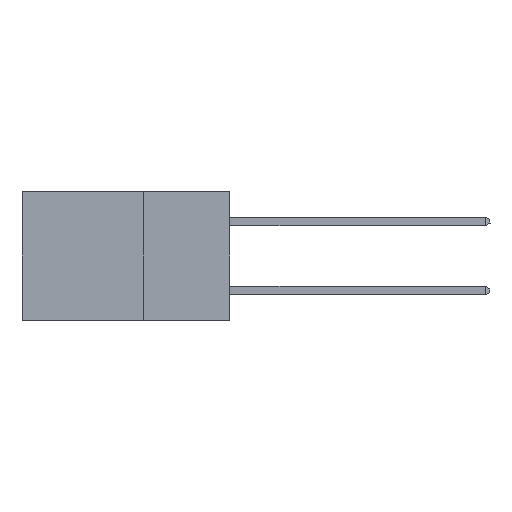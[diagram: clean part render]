
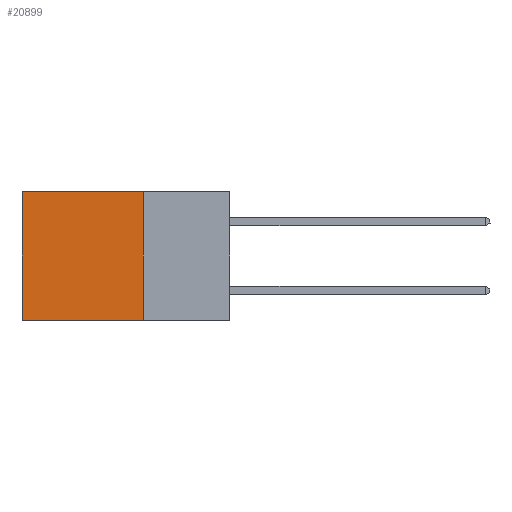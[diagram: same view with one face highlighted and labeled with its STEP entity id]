
A CAD part, left-side view. The second image highlights one B-rep face of the part: STEP entity #20899.
In plain terms, the highlighted planar face has unit normal (-1, 0, 0).
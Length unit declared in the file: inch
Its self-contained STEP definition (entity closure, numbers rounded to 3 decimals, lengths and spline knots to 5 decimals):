
#104 = VECTOR ( 'NONE', #11656, 39.37008 ) ;
#2416 = LINE ( 'NONE', #3365, #23635 ) ;
#3365 = CARTESIAN_POINT ( 'NONE',  ( 0.298, 0.25, -0.37 ) ) ;
#4529 = ORIENTED_EDGE ( 'NONE', *, *, #18419, .T. ) ;
#4696 = ORIENTED_EDGE ( 'NONE', *, *, #29918, .F. ) ;
#4893 = DIRECTION ( 'NONE',  ( 0., 0., -1. ) ) ;
#5431 = EDGE_LOOP ( 'NONE', ( #4529, #4696, #7670, #23976 ) ) ;
#7601 = AXIS2_PLACEMENT_3D ( 'NONE', #11772, #30222, #14453 ) ;
#7670 = ORIENTED_EDGE ( 'NONE', *, *, #33339, .F. ) ;
#7713 = VECTOR ( 'NONE', #4893, 39.37008 ) ;
#7731 = EDGE_CURVE ( 'NONE', #13112, #21954, #31728, .T. ) ;
#8979 = CARTESIAN_POINT ( 'NONE',  ( 0.298, 0.6, 0. ) ) ;
#11205 = FACE_OUTER_BOUND ( 'NONE', #5431, .T. ) ;
#11656 = DIRECTION ( 'NONE',  ( 0., 0., -1. ) ) ;
#11772 = CARTESIAN_POINT ( 'NONE',  ( 0.298, 0.25, 0. ) ) ;
#13112 = VERTEX_POINT ( 'NONE', #17836 ) ;
#14359 = CARTESIAN_POINT ( 'NONE',  ( 0.298, 0.6, -0.37 ) ) ;
#14453 = DIRECTION ( 'NONE',  ( 0., 0., -1. ) ) ;
#14531 = DIRECTION ( 'NONE',  ( 0., 1., 0. ) ) ;
#17059 = CARTESIAN_POINT ( 'NONE',  ( 0.298, 0.25, 0. ) ) ;
#17245 = VERTEX_POINT ( 'NONE', #24729 ) ;
#17278 = VERTEX_POINT ( 'NONE', #14359 ) ;
#17836 = CARTESIAN_POINT ( 'NONE',  ( 0.298, 0.25, 0. ) ) ;
#18419 = EDGE_CURVE ( 'NONE', #21954, #17278, #21347, .T. ) ;
#20899 = ADVANCED_FACE ( 'NONE', ( #11205 ), #24935, .F. ) ;
#21347 = LINE ( 'NONE', #8979, #104 ) ;
#21953 = DIRECTION ( 'NONE',  ( 0., 1., 0. ) ) ;
#21954 = VERTEX_POINT ( 'NONE', #34125 ) ;
#23635 = VECTOR ( 'NONE', #21953, 39.37008 ) ;
#23958 = VECTOR ( 'NONE', #14531, 39.37008 ) ;
#23976 = ORIENTED_EDGE ( 'NONE', *, *, #7731, .T. ) ;
#24729 = CARTESIAN_POINT ( 'NONE',  ( 0.298, 0.25, -0.37 ) ) ;
#24935 = PLANE ( 'NONE',  #7601 ) ;
#28753 = CARTESIAN_POINT ( 'NONE',  ( 0.298, 0.25, 0. ) ) ;
#29918 = EDGE_CURVE ( 'NONE', #17245, #17278, #2416, .T. ) ;
#30222 = DIRECTION ( 'NONE',  ( 1., 0., 0. ) ) ;
#31624 = LINE ( 'NONE', #28753, #7713 ) ;
#31728 = LINE ( 'NONE', #17059, #23958 ) ;
#33339 = EDGE_CURVE ( 'NONE', #13112, #17245, #31624, .T. ) ;
#34125 = CARTESIAN_POINT ( 'NONE',  ( 0.298, 0.6, 0. ) ) ;
